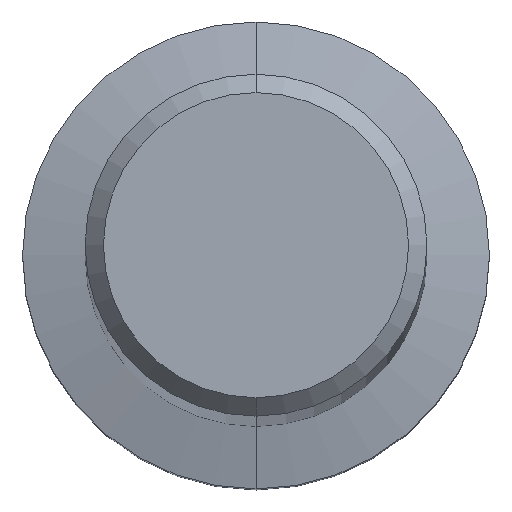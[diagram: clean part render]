
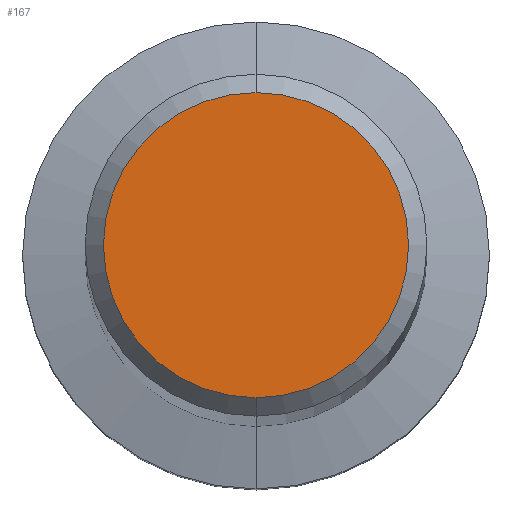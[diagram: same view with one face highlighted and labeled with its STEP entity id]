
A CAD part, top view. The second image highlights one B-rep face of the part: STEP entity #167.
In plain terms, the highlighted planar face has unit normal (0, 0, 1).
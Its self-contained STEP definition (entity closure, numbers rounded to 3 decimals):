
#165=EDGE_CURVE('',#289,#253,#370,.T.);
#167=ADVANCED_FACE('',(#372),#373,.T.);
#187=EDGE_CURVE('',#253,#289,#396,.T.);
#253=VERTEX_POINT('',#468);
#289=VERTEX_POINT('',#511);
#370=CIRCLE('',#596,4.15);
#372=FACE_OUTER_BOUND('',#598,.T.);
#373=PLANE('',#599);
#396=CIRCLE('',#626,4.15);
#468=CARTESIAN_POINT('',(0.0,4.15,0.0));
#511=CARTESIAN_POINT('',(0.,-4.15,0.0));
#596=AXIS2_PLACEMENT_3D('',#859,#860,#861);
#598=EDGE_LOOP('',(#863,#864));
#599=AXIS2_PLACEMENT_3D('',#865,#866,#867);
#626=AXIS2_PLACEMENT_3D('',#896,#897,#898);
#859=CARTESIAN_POINT('',(0.0,0.0,0.0));
#860=DIRECTION('',(0.0,0.0,-1.0));
#861=DIRECTION('',(0.0,1.0,0.0));
#863=ORIENTED_EDGE('',*,*,#187,.F.);
#864=ORIENTED_EDGE('',*,*,#165,.F.);
#865=CARTESIAN_POINT('',(0.0,2.075,0.0));
#866=DIRECTION('',(-0.0,0.0,1.0));
#867=DIRECTION('',(0.0,-1.0,0.0));
#896=CARTESIAN_POINT('',(0.0,0.0,0.0));
#897=DIRECTION('',(0.0,0.0,-1.0));
#898=DIRECTION('',(0.0,1.0,0.0));
